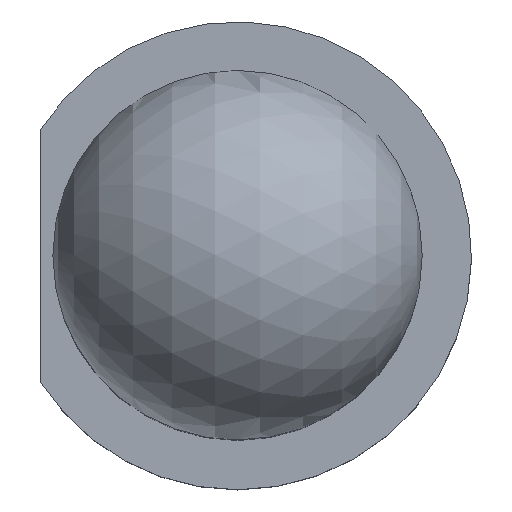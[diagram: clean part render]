
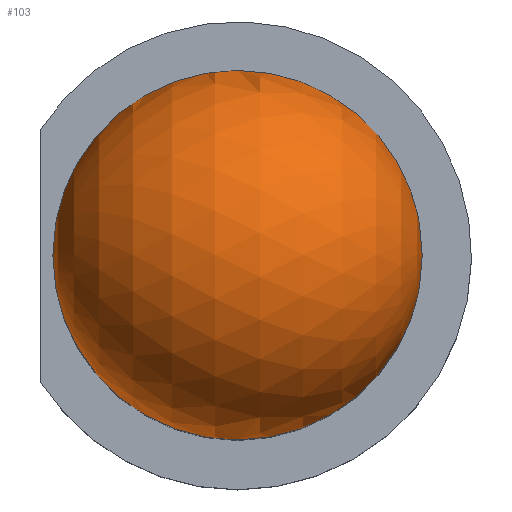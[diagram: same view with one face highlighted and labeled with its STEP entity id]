
A CAD part, top view. The second image highlights one B-rep face of the part: STEP entity #103.
In plain terms, the highlighted spherical face has radius 1.5 mm.
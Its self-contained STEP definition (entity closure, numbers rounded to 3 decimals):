
#69=CARTESIAN_POINT('',(0.02,-0.006,4.035));
#70=DIRECTION('',(-1.,0.,0.));
#71=DIRECTION('',(0.,1.,0.));
#72=AXIS2_PLACEMENT_3D('',#69,#70,#71);
#73=SPHERICAL_SURFACE('',#72,1.5);
#74=CARTESIAN_POINT('',(0.02,-1.506,4.035));
#75=VERTEX_POINT('',#74);
#76=CARTESIAN_POINT('',(-1.48,-0.006,4.035));
#77=VERTEX_POINT('',#76);
#78=CARTESIAN_POINT('',(0.02,-0.006,4.035));
#79=DIRECTION('',(-0.,-0.,-1.));
#80=DIRECTION('',(1.,0.,-0.));
#81=AXIS2_PLACEMENT_3D('',#78,#79,#80);
#82=CIRCLE('',#81,1.5);
#83=EDGE_CURVE('',#75,#77,#82,.T.);
#84=ORIENTED_EDGE('',*,*,#83,.F.);
#85=CARTESIAN_POINT('',(1.52,-0.006,4.035));
#86=VERTEX_POINT('',#85);
#87=CARTESIAN_POINT('',(0.02,-0.006,4.035));
#88=DIRECTION('',(-0.,-0.,-1.));
#89=DIRECTION('',(1.,0.,-0.));
#90=AXIS2_PLACEMENT_3D('',#87,#88,#89);
#91=CIRCLE('',#90,1.5);
#92=EDGE_CURVE('',#86,#75,#91,.T.);
#93=ORIENTED_EDGE('',*,*,#92,.F.);
#94=CARTESIAN_POINT('',(0.02,-0.006,4.035));
#95=DIRECTION('',(-0.,-0.,-1.));
#96=DIRECTION('',(1.,0.,-0.));
#97=AXIS2_PLACEMENT_3D('',#94,#95,#96);
#98=CIRCLE('',#97,1.5);
#99=EDGE_CURVE('',#77,#86,#98,.T.);
#100=ORIENTED_EDGE('',*,*,#99,.F.);
#101=EDGE_LOOP('',(#84,#93,#100));
#102=FACE_BOUND('',#101,.T.);
#103=ADVANCED_FACE('',(#102),#73,.T.);
